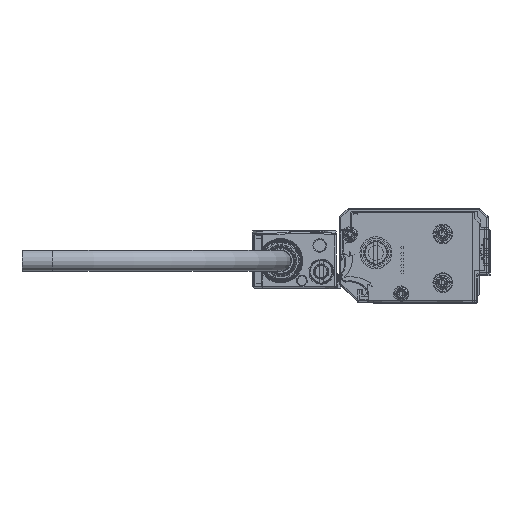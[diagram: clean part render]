
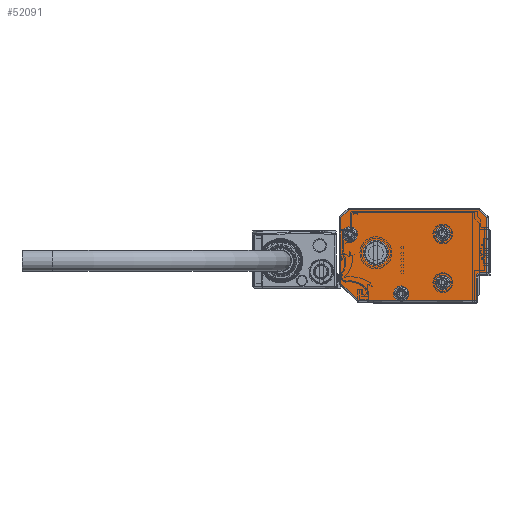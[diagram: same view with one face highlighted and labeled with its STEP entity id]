
A CAD part, left-side view. The second image highlights one B-rep face of the part: STEP entity #52091.
In plain terms, the highlighted planar face has unit normal (-1, 0, 0).
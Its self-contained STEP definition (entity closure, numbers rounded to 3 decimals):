
#51876=AXIS2_PLACEMENT_3D('Circle Axis2P3D',#51874,#51875,$) ;
#51904=AXIS2_PLACEMENT_3D('Circle Axis2P3D',#51902,#51903,$) ;
#51919=AXIS2_PLACEMENT_3D('Plane Axis2P3D',#51916,#51917,#51918) ;
#51923=AXIS2_PLACEMENT_3D('Circle Axis2P3D',#51921,#51922,$) ;
#51930=AXIS2_PLACEMENT_3D('Circle Axis2P3D',#51928,#51929,$) ;
#51937=AXIS2_PLACEMENT_3D('Circle Axis2P3D',#51935,#51936,$) ;
#51949=AXIS2_PLACEMENT_3D('Circle Axis2P3D',#51947,#51948,$) ;
#52021=AXIS2_PLACEMENT_3D('Circle Axis2P3D',#52019,#52020,$) ;
#52030=AXIS2_PLACEMENT_3D('Circle Axis2P3D',#52028,#52029,$) ;
#52039=AXIS2_PLACEMENT_3D('Circle Axis2P3D',#52037,#52038,$) ;
#52048=AXIS2_PLACEMENT_3D('Circle Axis2P3D',#52046,#52047,$) ;
#52057=AXIS2_PLACEMENT_3D('Circle Axis2P3D',#52055,#52056,$) ;
#52066=AXIS2_PLACEMENT_3D('Circle Axis2P3D',#52064,#52065,$) ;
#52075=AXIS2_PLACEMENT_3D('Circle Axis2P3D',#52073,#52074,$) ;
#52084=AXIS2_PLACEMENT_3D('Circle Axis2P3D',#52082,#52083,$) ;
#41592=CARTESIAN_POINT('Vertex',(-3373.,8.4,-1.)) ;
#41594=CARTESIAN_POINT('Vertex',(-3373.,7.,-1.)) ;
#41597=CARTESIAN_POINT('Line Origine',(-3373.,3.5,-1.)) ;
#41601=CARTESIAN_POINT('Vertex',(-3373.,21.793,-1.)) ;
#41613=CARTESIAN_POINT('Vertex',(-3373.,-17.,-1.)) ;
#41616=CARTESIAN_POINT('Line Origine',(-3373.,3.5,-1.)) ;
#51874=CARTESIAN_POINT('Axis2P3D Location',(-3373.,7.7,1.4)) ;
#51878=CARTESIAN_POINT('Vertex',(-3373.,5.2,1.4)) ;
#51899=CARTESIAN_POINT('Vertex',(-3373.,9.894,0.201)) ;
#51902=CARTESIAN_POINT('Axis2P3D Location',(-3373.,7.7,1.4)) ;
#51916=CARTESIAN_POINT('Axis2P3D Location',(-3373.,-21.5,13.5)) ;
#51921=CARTESIAN_POINT('Axis2P3D Location',(-3373.,7.7,1.4)) ;
#51925=CARTESIAN_POINT('Vertex',(-3373.,10.2,1.4)) ;
#51928=CARTESIAN_POINT('Axis2P3D Location',(-3373.,7.7,1.4)) ;
#51932=CARTESIAN_POINT('Vertex',(-3373.,5.506,2.599)) ;
#51935=CARTESIAN_POINT('Axis2P3D Location',(-3373.,7.7,1.4)) ;
#51940=CARTESIAN_POINT('Line Origine',(-3373.,-17.,3.1)) ;
#51944=CARTESIAN_POINT('Vertex',(-3373.,-17.,7.2)) ;
#51947=CARTESIAN_POINT('Axis2P3D Location',(-3373.,-18.,7.2)) ;
#51951=CARTESIAN_POINT('Vertex',(-3373.,-18.,8.2)) ;
#51954=CARTESIAN_POINT('Line Origine',(-3373.,-19.25,8.2)) ;
#51958=CARTESIAN_POINT('Vertex',(-3373.,-20.5,8.2)) ;
#51961=CARTESIAN_POINT('Line Origine',(-3373.,-20.5,17.246)) ;
#51965=CARTESIAN_POINT('Vertex',(-3373.,-20.5,26.293)) ;
#51968=CARTESIAN_POINT('Line Origine',(-3373.,-19.146,27.646)) ;
#51972=CARTESIAN_POINT('Vertex',(-3373.,-17.793,29.)) ;
#51975=CARTESIAN_POINT('Line Origine',(-3373.,3.5,29.)) ;
#51979=CARTESIAN_POINT('Vertex',(-3373.,24.793,29.)) ;
#51982=CARTESIAN_POINT('Line Origine',(-3373.,26.146,27.646)) ;
#51986=CARTESIAN_POINT('Vertex',(-3373.,27.5,26.293)) ;
#51989=CARTESIAN_POINT('Line Origine',(-3373.,27.5,15.5)) ;
#51993=CARTESIAN_POINT('Vertex',(-3373.,27.5,4.707)) ;
#51996=CARTESIAN_POINT('Line Origine',(-3373.,24.646,1.854)) ;
#52019=CARTESIAN_POINT('Axis2P3D Location',(-3373.,-6.,5.)) ;
#52023=CARTESIAN_POINT('Vertex',(-3373.,-3.806,3.801)) ;
#52025=CARTESIAN_POINT('Vertex',(-3373.,-8.194,6.199)) ;
#52028=CARTESIAN_POINT('Axis2P3D Location',(-3373.,-6.,5.)) ;
#52037=CARTESIAN_POINT('Axis2P3D Location',(-3373.,16.,14.8)) ;
#52041=CARTESIAN_POINT('Vertex',(-3373.,11.85,14.8)) ;
#52043=CARTESIAN_POINT('Vertex',(-3373.,20.15,14.8)) ;
#52046=CARTESIAN_POINT('Axis2P3D Location',(-3373.,16.,14.8)) ;
#52055=CARTESIAN_POINT('Axis2P3D Location',(-3373.,-6.,21.)) ;
#52059=CARTESIAN_POINT('Vertex',(-3373.,-8.194,22.199)) ;
#52061=CARTESIAN_POINT('Vertex',(-3373.,-3.806,19.801)) ;
#52064=CARTESIAN_POINT('Axis2P3D Location',(-3373.,-6.,21.)) ;
#52073=CARTESIAN_POINT('Axis2P3D Location',(-3373.,24.5,20.9)) ;
#52077=CARTESIAN_POINT('Vertex',(-3373.,22.306,22.099)) ;
#52079=CARTESIAN_POINT('Vertex',(-3373.,26.694,19.701)) ;
#52082=CARTESIAN_POINT('Axis2P3D Location',(-3373.,24.5,20.9)) ;
#41598=DIRECTION('Vector Direction',(0.,1.,0.)) ;
#41617=DIRECTION('Vector Direction',(0.,1.,0.)) ;
#51875=DIRECTION('Axis2P3D Direction',(-1.,0.,0.)) ;
#51903=DIRECTION('Axis2P3D Direction',(-1.,0.,0.)) ;
#51917=DIRECTION('Axis2P3D Direction',(1.,0.,0.)) ;
#51918=DIRECTION('Axis2P3D XDirection',(0.,1.,0.)) ;
#51922=DIRECTION('Axis2P3D Direction',(1.,0.,0.)) ;
#51929=DIRECTION('Axis2P3D Direction',(1.,0.,0.)) ;
#51936=DIRECTION('Axis2P3D Direction',(1.,0.,0.)) ;
#51941=DIRECTION('Vector Direction',(0.,0.,1.)) ;
#51948=DIRECTION('Axis2P3D Direction',(1.,0.,0.)) ;
#51955=DIRECTION('Vector Direction',(0.,-1.,0.)) ;
#51962=DIRECTION('Vector Direction',(0.,0.,1.)) ;
#51969=DIRECTION('Vector Direction',(0.,-0.707,-0.707)) ;
#51976=DIRECTION('Vector Direction',(0.,1.,0.)) ;
#51983=DIRECTION('Vector Direction',(0.,0.707,-0.707)) ;
#51990=DIRECTION('Vector Direction',(0.,0.,-1.)) ;
#51997=DIRECTION('Vector Direction',(0.,-0.707,-0.707)) ;
#52020=DIRECTION('Axis2P3D Direction',(1.,0.,0.)) ;
#52029=DIRECTION('Axis2P3D Direction',(1.,0.,0.)) ;
#52038=DIRECTION('Axis2P3D Direction',(1.,0.,0.)) ;
#52047=DIRECTION('Axis2P3D Direction',(1.,0.,0.)) ;
#52056=DIRECTION('Axis2P3D Direction',(1.,0.,0.)) ;
#52065=DIRECTION('Axis2P3D Direction',(1.,0.,0.)) ;
#52074=DIRECTION('Axis2P3D Direction',(1.,0.,0.)) ;
#52083=DIRECTION('Axis2P3D Direction',(1.,0.,0.)) ;
#41599=VECTOR('Line Direction',#41598,1.) ;
#41618=VECTOR('Line Direction',#41617,1.) ;
#51942=VECTOR('Line Direction',#51941,1.) ;
#51956=VECTOR('Line Direction',#51955,1.) ;
#51963=VECTOR('Line Direction',#51962,1.) ;
#51970=VECTOR('Line Direction',#51969,1.) ;
#51977=VECTOR('Line Direction',#51976,1.) ;
#51984=VECTOR('Line Direction',#51983,1.) ;
#51991=VECTOR('Line Direction',#51990,1.) ;
#51998=VECTOR('Line Direction',#51997,1.) ;
#52002=ORIENTED_EDGE('',*,*,#51906,.T.) ;
#52003=ORIENTED_EDGE('',*,*,#51927,.T.) ;
#52004=ORIENTED_EDGE('',*,*,#51934,.T.) ;
#52005=ORIENTED_EDGE('',*,*,#51939,.T.) ;
#52006=ORIENTED_EDGE('',*,*,#51880,.T.) ;
#52007=ORIENTED_EDGE('',*,*,#41620,.F.) ;
#52008=ORIENTED_EDGE('',*,*,#51946,.F.) ;
#52009=ORIENTED_EDGE('',*,*,#51953,.F.) ;
#52010=ORIENTED_EDGE('',*,*,#51960,.F.) ;
#52011=ORIENTED_EDGE('',*,*,#51967,.F.) ;
#52012=ORIENTED_EDGE('',*,*,#51974,.F.) ;
#52013=ORIENTED_EDGE('',*,*,#51981,.F.) ;
#52014=ORIENTED_EDGE('',*,*,#51988,.F.) ;
#52015=ORIENTED_EDGE('',*,*,#51995,.F.) ;
#52016=ORIENTED_EDGE('',*,*,#52000,.F.) ;
#52017=ORIENTED_EDGE('',*,*,#41603,.F.) ;
#52034=ORIENTED_EDGE('',*,*,#52027,.T.) ;
#52035=ORIENTED_EDGE('',*,*,#52032,.T.) ;
#52052=ORIENTED_EDGE('',*,*,#52045,.T.) ;
#52053=ORIENTED_EDGE('',*,*,#52050,.T.) ;
#52070=ORIENTED_EDGE('',*,*,#52063,.T.) ;
#52071=ORIENTED_EDGE('',*,*,#52068,.T.) ;
#52088=ORIENTED_EDGE('',*,*,#52081,.T.) ;
#52089=ORIENTED_EDGE('',*,*,#52086,.T.) ;
#52036=FACE_BOUND('',#52033,.T.) ;
#52054=FACE_BOUND('',#52051,.T.) ;
#52072=FACE_BOUND('',#52069,.T.) ;
#52090=FACE_BOUND('',#52087,.T.) ;
#52091=ADVANCED_FACE('\X2\FF8AFF9FFF70FF82\X0\ \X2\FF8EFF9EFF83FF9EFF68FF70\X0\',(#52018,#52036,#52054,#52072,#52090),#51920,.F.) ;
#51877=CIRCLE('generated circle',#51876,2.5) ;
#51905=CIRCLE('generated circle',#51904,2.5) ;
#51924=CIRCLE('generated circle',#51923,2.5) ;
#51931=CIRCLE('generated circle',#51930,2.5) ;
#51938=CIRCLE('generated circle',#51937,2.5) ;
#51950=CIRCLE('generated circle',#51949,1.) ;
#52022=CIRCLE('generated circle',#52021,2.5) ;
#52031=CIRCLE('generated circle',#52030,2.5) ;
#52040=CIRCLE('generated circle',#52039,4.15) ;
#52049=CIRCLE('generated circle',#52048,4.15) ;
#52058=CIRCLE('generated circle',#52057,2.5) ;
#52067=CIRCLE('generated circle',#52066,2.5) ;
#52076=CIRCLE('generated circle',#52075,2.5) ;
#52085=CIRCLE('generated circle',#52084,2.5) ;
#41603=EDGE_CURVE('',#41593,#41602,#41600,.T.) ;
#41620=EDGE_CURVE('',#41614,#41595,#41619,.T.) ;
#51880=EDGE_CURVE('',#51879,#41595,#51877,.F.) ;
#51906=EDGE_CURVE('',#41593,#51900,#51905,.F.) ;
#51927=EDGE_CURVE('',#51900,#51926,#51924,.T.) ;
#51934=EDGE_CURVE('',#51926,#51933,#51931,.T.) ;
#51939=EDGE_CURVE('',#51933,#51879,#51938,.T.) ;
#51946=EDGE_CURVE('',#51945,#41614,#51943,.F.) ;
#51953=EDGE_CURVE('',#51952,#51945,#51950,.F.) ;
#51960=EDGE_CURVE('',#51959,#51952,#51957,.F.) ;
#51967=EDGE_CURVE('',#51966,#51959,#51964,.F.) ;
#51974=EDGE_CURVE('',#51973,#51966,#51971,.T.) ;
#51981=EDGE_CURVE('',#51980,#51973,#51978,.F.) ;
#51988=EDGE_CURVE('',#51987,#51980,#51985,.F.) ;
#51995=EDGE_CURVE('',#51994,#51987,#51992,.F.) ;
#52000=EDGE_CURVE('',#41602,#51994,#51999,.F.) ;
#52027=EDGE_CURVE('',#52024,#52026,#52022,.T.) ;
#52032=EDGE_CURVE('',#52026,#52024,#52031,.T.) ;
#52045=EDGE_CURVE('',#52042,#52044,#52040,.T.) ;
#52050=EDGE_CURVE('',#52044,#52042,#52049,.T.) ;
#52063=EDGE_CURVE('',#52060,#52062,#52058,.T.) ;
#52068=EDGE_CURVE('',#52062,#52060,#52067,.T.) ;
#52081=EDGE_CURVE('',#52078,#52080,#52076,.T.) ;
#52086=EDGE_CURVE('',#52080,#52078,#52085,.T.) ;
#52001=EDGE_LOOP('',(#52002,#52003,#52004,#52005,#52006,#52007,#52008,#52009,#52010,#52011,#52012,#52013,#52014,#52015,#52016,#52017)) ;
#52033=EDGE_LOOP('',(#52034,#52035)) ;
#52051=EDGE_LOOP('',(#52052,#52053)) ;
#52069=EDGE_LOOP('',(#52070,#52071)) ;
#52087=EDGE_LOOP('',(#52088,#52089)) ;
#52018=FACE_OUTER_BOUND('',#52001,.T.) ;
#41600=LINE('Line',#41597,#41599) ;
#41619=LINE('Line',#41616,#41618) ;
#51943=LINE('Line',#51940,#51942) ;
#51957=LINE('Line',#51954,#51956) ;
#51964=LINE('Line',#51961,#51963) ;
#51971=LINE('Line',#51968,#51970) ;
#51978=LINE('Line',#51975,#51977) ;
#51985=LINE('Line',#51982,#51984) ;
#51992=LINE('Line',#51989,#51991) ;
#51999=LINE('Line',#51996,#51998) ;
#51920=PLANE('Plane',#51919) ;
#41593=VERTEX_POINT('',#41592) ;
#41595=VERTEX_POINT('',#41594) ;
#41602=VERTEX_POINT('',#41601) ;
#41614=VERTEX_POINT('',#41613) ;
#51879=VERTEX_POINT('',#51878) ;
#51900=VERTEX_POINT('',#51899) ;
#51926=VERTEX_POINT('',#51925) ;
#51933=VERTEX_POINT('',#51932) ;
#51945=VERTEX_POINT('',#51944) ;
#51952=VERTEX_POINT('',#51951) ;
#51959=VERTEX_POINT('',#51958) ;
#51966=VERTEX_POINT('',#51965) ;
#51973=VERTEX_POINT('',#51972) ;
#51980=VERTEX_POINT('',#51979) ;
#51987=VERTEX_POINT('',#51986) ;
#51994=VERTEX_POINT('',#51993) ;
#52024=VERTEX_POINT('',#52023) ;
#52026=VERTEX_POINT('',#52025) ;
#52042=VERTEX_POINT('',#52041) ;
#52044=VERTEX_POINT('',#52043) ;
#52060=VERTEX_POINT('',#52059) ;
#52062=VERTEX_POINT('',#52061) ;
#52078=VERTEX_POINT('',#52077) ;
#52080=VERTEX_POINT('',#52079) ;
